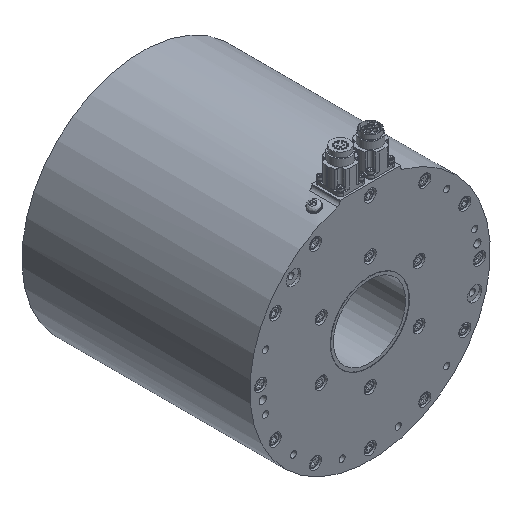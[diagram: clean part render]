
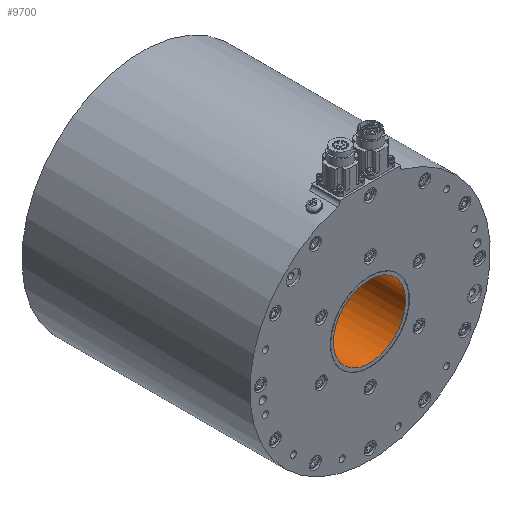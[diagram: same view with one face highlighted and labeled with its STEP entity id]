
A CAD part, isometric view. The second image highlights one B-rep face of the part: STEP entity #9700.
In plain terms, the highlighted cylindrical face has radius 30 mm (diameter 60 mm), a full revolution.
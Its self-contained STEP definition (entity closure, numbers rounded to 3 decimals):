
#1180 = DIRECTION ( 'NONE',  ( 0.707, 0., 0.707 ) ) ;
#1767 = CARTESIAN_POINT ( 'NONE',  ( 21.213, 190., 21.213 ) ) ;
#1862 = VERTEX_POINT ( 'NONE', #10833 ) ;
#2218 = AXIS2_PLACEMENT_3D ( 'NONE', #13805, #2356, #15711 ) ;
#2356 = DIRECTION ( 'NONE',  ( 0., -1., 0. ) ) ;
#2900 = AXIS2_PLACEMENT_3D ( 'NONE', #22770, #17599, #1180 ) ;
#3552 = ORIENTED_EDGE ( 'NONE', *, *, #7472, .T. ) ;
#3767 = CIRCLE ( 'NONE', #2900, 30. ) ;
#5696 = AXIS2_PLACEMENT_3D ( 'NONE', #7400, #20723, #22620 ) ;
#6711 = FACE_OUTER_BOUND ( 'NONE', #23933, .T. ) ;
#7400 = CARTESIAN_POINT ( 'NONE',  ( 0., 192.313, 0. ) ) ;
#7472 = EDGE_CURVE ( 'NONE', #1862, #1862, #22370, .T. ) ;
#7889 = CYLINDRICAL_SURFACE ( 'NONE', #5696, 30. ) ;
#9700 = ADVANCED_FACE ( 'NONE', ( #6711, #24560 ), #7889, .F. ) ;
#10833 = CARTESIAN_POINT ( 'NONE',  ( 21.213, 0.5, -21.213 ) ) ;
#12038 = ORIENTED_EDGE ( 'NONE', *, *, #19218, .T. ) ;
#13805 = CARTESIAN_POINT ( 'NONE',  ( 0., 0.5, 0. ) ) ;
#14721 = EDGE_LOOP ( 'NONE', ( #12038 ) ) ;
#15711 = DIRECTION ( 'NONE',  ( 0.707, 0., -0.707 ) ) ;
#17599 = DIRECTION ( 'NONE',  ( 0., 1., 0. ) ) ;
#19218 = EDGE_CURVE ( 'NONE', #23363, #23363, #3767, .T. ) ;
#20723 = DIRECTION ( 'NONE',  ( 0., 1., 0. ) ) ;
#22370 = CIRCLE ( 'NONE', #2218, 30. ) ;
#22620 = DIRECTION ( 'NONE',  ( 0.707, 0., 0.707 ) ) ;
#22770 = CARTESIAN_POINT ( 'NONE',  ( 0., 190., 0. ) ) ;
#23363 = VERTEX_POINT ( 'NONE', #1767 ) ;
#23933 = EDGE_LOOP ( 'NONE', ( #3552 ) ) ;
#24560 = FACE_OUTER_BOUND ( 'NONE', #14721, .T. ) ;
